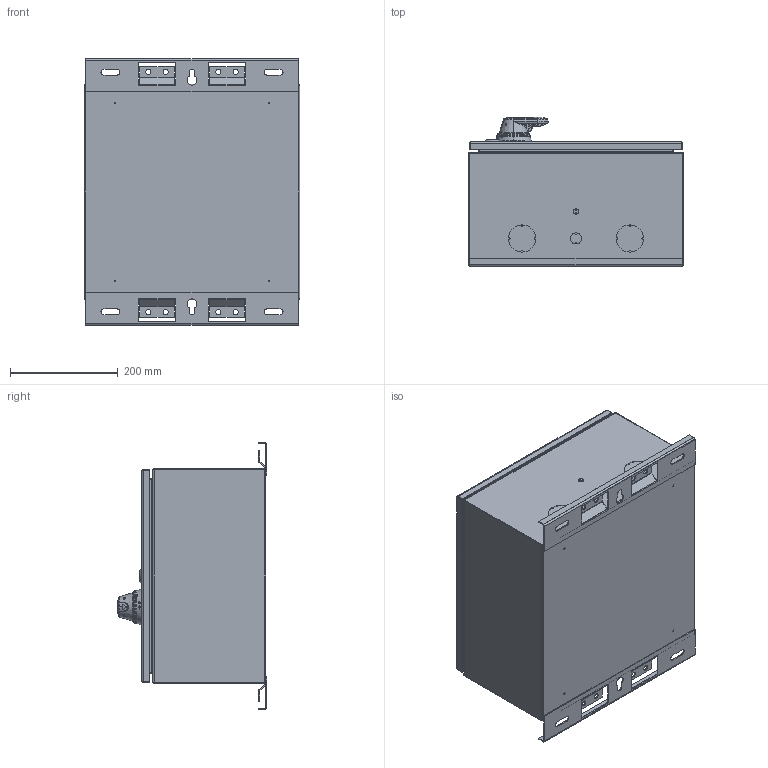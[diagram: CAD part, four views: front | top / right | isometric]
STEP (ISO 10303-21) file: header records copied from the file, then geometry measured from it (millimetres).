
FILE_DESCRIPTION((''),'2;1');
FILE_NAME('KOT64528_A1_ASM','2020-05-07T08:49:22',('KNUUMATT'),(''),'CREO PARAMETRIC BY PTC INC, 2019164','CREO PARAMETRIC BY PTC INC, 2019164','');
FILE_SCHEMA(('AUTOMOTIVE_DESIGN { 1 0 10303 214 1 1 1 1 }'));
Products named in the file (31): B64528_19; KOT64466_KANNAKE-01_400RST_3; B64528_ASM_15_ASM; D64513_9; 21100101_60; 22132001_5; 21130201_81; 232110-35_29; VPTL103_ASM_35_ASM; KOT64528_ASM_14_ASM; CXBY68348_6; CXBY_68340_8; CXBY68339_P; FSEPBY3X25; CXBY68344; ECDB5_28_1_78; ECDB48_1; CXBY68347; OHZS3; CXBY68346-10; YPAKY24B12; SONICLOCKM4X7_5; FPMH3X12X-TX8; CXBY68345; YPAKY24B9; ECDB0_74_1_02; YPAKY24B10; YPAKY24B11; OHB65J6_ASM; YKLW3775; KOT64528_A1_ASM
Assembly tree (33 placements, depth 4):
  KOT64528_A1_ASM
    KOT64528_ASM_14_ASM
      B64528_ASM_15_ASM
        B64528_19
        KOT64466_KANNAKE-01_400RST_3  x2
      D64513_9
      VPTL103_ASM_35_ASM
        21100101_60
        22132001_5
        21130201_81
        232110-35_29
    OHB65J6_ASM
      CXBY68348_6
      CXBY_68340_8
      CXBY68339_P
      FSEPBY3X25
      CXBY68344
      ECDB5_28_1_78
      ECDB48_1
      CXBY68347
      OHZS3
      CXBY68346-10
      YPAKY24B12
      SONICLOCKM4X7_5  x2
      FPMH3X12X-TX8  x2
      CXBY68345
      YPAKY24B9
      ECDB0_74_1_02
      YPAKY24B10
      YPAKY24B11
    YKLW3775
Bounding box: 400 x 277.8 x 495 mm (x, y, z)
Volume: 32384695.4 mm3; surface area: 1990858.4 mm2
Topology: 29 solids, 37 shells, 3964 faces, 11530 edges, 7763 vertices
Faces by surface type: plane 1745, extrusion 751, cylinder 713, bspline 340, cone 253, torus 142, sphere 20
Entity records: 279328 total; most frequent: CARTESIAN_POINT 111280, ORIENTED_EDGE 19832, DIRECTION 17218, PRESENTATION_STYLE_ASSIGNMENT 14998, STYLED_ITEM 14984, CURVE_STYLE 11805, EDGE_CURVE 9916, VECTOR 6879
